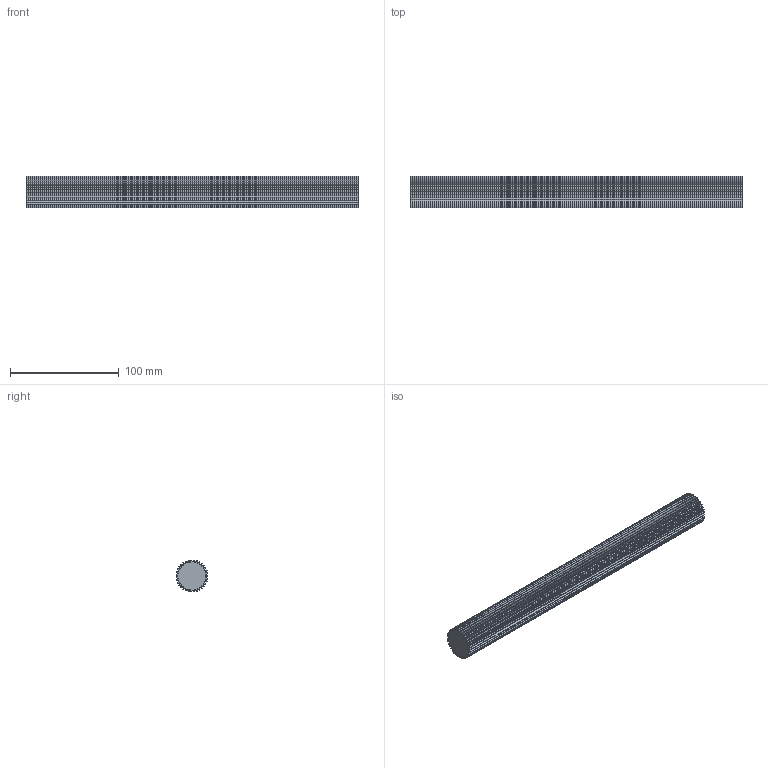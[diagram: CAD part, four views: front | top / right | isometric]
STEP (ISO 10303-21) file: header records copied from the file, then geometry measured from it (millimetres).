
FILE_DESCRIPTION (( 'STEP AP203' ), '1' );
FILE_NAME ('gs-20-32-35-4140.STEP', '2021-08-11T21:02:56', ( '' ), ( '' ), 'SwSTEP 2.0', 'SolidWorks 2021', '' );
FILE_SCHEMA (( 'CONFIG_CONTROL_DESIGN' ));
Length unit declared in the file: inch
Products named in the file (1): gs-20-32-35-4140
Bounding box: 304.8 x 29.33 x 29.36 mm (x, y, z)
Volume: 181205.9 mm3; surface area: 54791.1 mm2
Topology: 1 solids, 1 shells, 146 faces, 432 edges, 288 vertices
Faces by surface type: cylinder 144, plane 2
Entity records: 5143 total; most frequent: DIRECTION 1014, CARTESIAN_POINT 867, ORIENTED_EDGE 864, AXIS2_PLACEMENT_3D 435, EDGE_CURVE 432, CIRCLE 288, VERTEX_POINT 288, FACE_OUTER_BOUND 146
